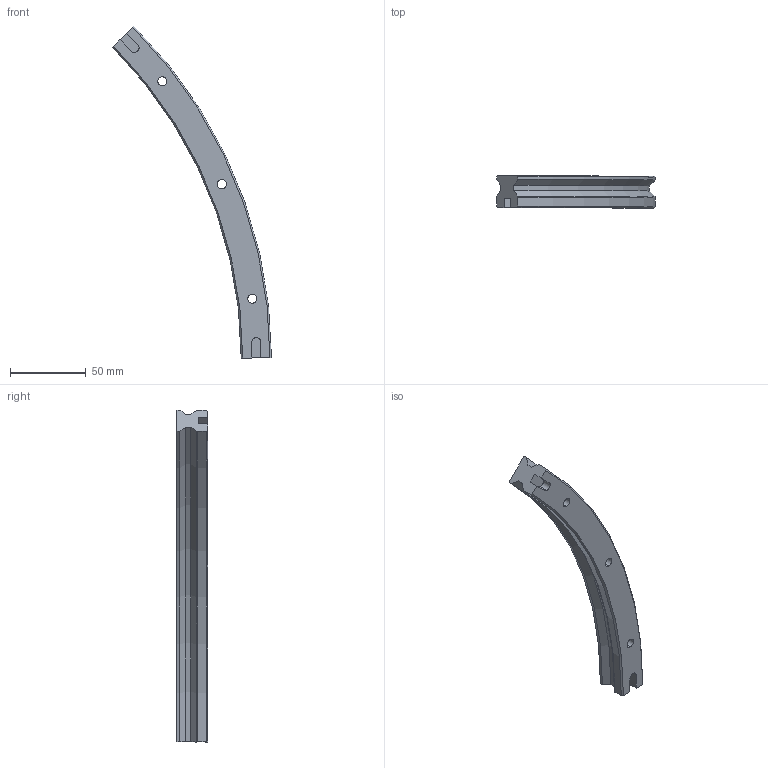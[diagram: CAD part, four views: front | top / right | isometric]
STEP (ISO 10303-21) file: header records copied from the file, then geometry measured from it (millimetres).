
FILE_DESCRIPTION (( 'STEP AP214' ), '1' );
FILE_NAME ('RCW-02-045-300-A3.STEP', '2022-12-07T12:38:17', ( '' ), ( '' ), 'SwSTEP 2.0', 'SolidWorks 2020', '' );
FILE_SCHEMA (( 'AUTOMOTIVE_DESIGN' ));
Length unit declared in the file: millimetre
Products named in the file (1): RCW-02-045-300-A3
Bounding box: 104.94 x 21 x 219.2 mm (x, y, z)
Volume: 81205.8 mm3; surface area: 22751.4 mm2
Topology: 1 solids, 1 shells, 44 faces, 117 edges, 78 vertices
Faces by surface type: cylinder 21, plane 13, cone 8, torus 2
Entity records: 1439 total; most frequent: DIRECTION 259, CARTESIAN_POINT 240, ORIENTED_EDGE 234, EDGE_CURVE 117, AXIS2_PLACEMENT_3D 97, VERTEX_POINT 78, VECTOR 65, LINE 65
